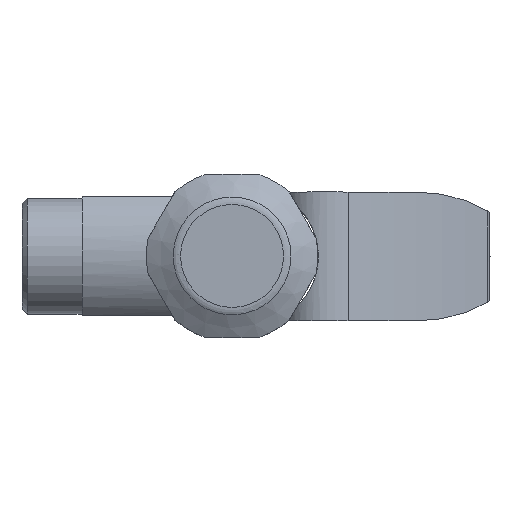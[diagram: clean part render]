
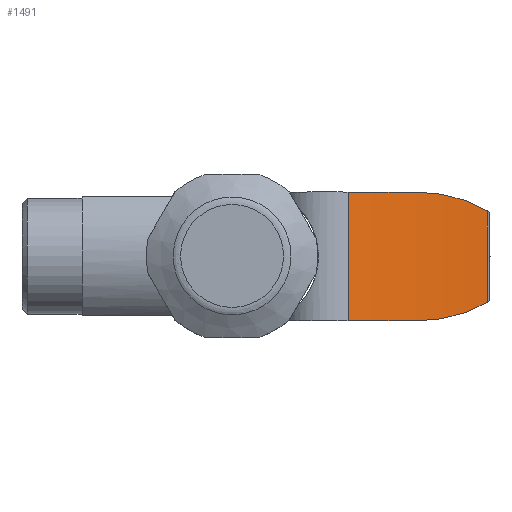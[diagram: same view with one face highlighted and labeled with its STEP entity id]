
A CAD part, top view. The second image highlights one B-rep face of the part: STEP entity #1491.
In plain terms, the highlighted cylindrical face has radius 160 mm (diameter 320 mm), a partial arc.
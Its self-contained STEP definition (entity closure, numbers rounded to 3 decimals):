
#101=LINE('',#2289,#178);
#102=LINE('',#2305,#179);
#178=VECTOR('',#1798,1000.);
#179=VECTOR('',#1803,1000.);
#256=CIRCLE('',#1606,160.);
#257=CIRCLE('',#1607,160.);
#351=ORIENTED_EDGE('',*,*,#814,.F.);
#352=ORIENTED_EDGE('',*,*,#813,.T.);
#353=ORIENTED_EDGE('',*,*,#815,.F.);
#354=ORIENTED_EDGE('',*,*,#816,.T.);
#355=ORIENTED_EDGE('',*,*,#817,.F.);
#356=ORIENTED_EDGE('',*,*,#818,.F.);
#813=EDGE_CURVE('',#1042,#1043,#101,.T.);
#814=EDGE_CURVE('',#1042,#1044,#1190,.T.);
#815=EDGE_CURVE('',#1045,#1043,#1191,.T.);
#816=EDGE_CURVE('',#1045,#1046,#256,.T.);
#817=EDGE_CURVE('',#1047,#1046,#102,.T.);
#818=EDGE_CURVE('',#1044,#1047,#257,.T.);
#1042=VERTEX_POINT('',#2283);
#1043=VERTEX_POINT('',#2288);
#1044=VERTEX_POINT('',#2296);
#1045=VERTEX_POINT('',#2302);
#1046=VERTEX_POINT('',#2304);
#1047=VERTEX_POINT('',#2306);
#1190=B_SPLINE_CURVE_WITH_KNOTS('',3,(#2291,#2292,#2293,#2294,#2295),
 .UNSPECIFIED.,.F.,.F.,(4,1,4),(0.,0.011,0.023),
 .UNSPECIFIED.);
#1191=B_SPLINE_CURVE_WITH_KNOTS('',3,(#2297,#2298,#2299,#2300,#2301),
 .UNSPECIFIED.,.F.,.F.,(4,1,4),(0.,0.011,
0.023),.UNSPECIFIED.);
#1254=EDGE_LOOP('',(#351,#352,#353,#354,#355,#356));
#1360=FACE_BOUND('',#1254,.T.);
#1465=CYLINDRICAL_SURFACE('',#1605,160.);
#1491=ADVANCED_FACE('',(#1360),#1465,.T.);
#1605=AXIS2_PLACEMENT_3D('',#2290,#1799,#1800);
#1606=AXIS2_PLACEMENT_3D('',#2303,#1801,#1802);
#1607=AXIS2_PLACEMENT_3D('',#2307,#1804,#1805);
#1798=DIRECTION('',(0.,1.,0.));
#1799=DIRECTION('',(0.,1.,0.));
#1800=DIRECTION('',(0.,0.,1.));
#1801=DIRECTION('',(0.,-1.,0.));
#1802=DIRECTION('',(1.,0.,0.));
#1803=DIRECTION('',(0.,1.,0.));
#1804=DIRECTION('',(0.,-1.,0.));
#1805=DIRECTION('',(1.,0.,0.));
#2283=CARTESIAN_POINT('',(48.939,-10.629,36.063));
#2288=CARTESIAN_POINT('',(48.939,10.629,36.063));
#2289=CARTESIAN_POINT('',(48.939,-15.,36.063));
#2290=CARTESIAN_POINT('',(-67.698,-15.,-73.462));
#2291=CARTESIAN_POINT('',(48.939,-10.629,36.063));
#2292=CARTESIAN_POINT('',(46.473,-12.085,38.69));
#2293=CARTESIAN_POINT('',(41.266,-14.253,43.882));
#2294=CARTESIAN_POINT('',(35.413,-15.,48.944));
#2295=CARTESIAN_POINT('',(32.381,-15.,51.375));
#2296=CARTESIAN_POINT('',(32.381,-15.,51.375));
#2297=CARTESIAN_POINT('',(32.381,15.,51.375));
#2298=CARTESIAN_POINT('',(35.413,15.,48.944));
#2299=CARTESIAN_POINT('',(41.188,14.274,43.955));
#2300=CARTESIAN_POINT('',(46.472,12.085,38.69));
#2301=CARTESIAN_POINT('',(48.939,10.629,36.063));
#2302=CARTESIAN_POINT('',(32.381,15.,51.375));
#2303=CARTESIAN_POINT('',(-67.698,15.,-73.462));
#2304=CARTESIAN_POINT('',(16.469,15.,62.611));
#2305=CARTESIAN_POINT('',(16.469,-15.,62.611));
#2306=CARTESIAN_POINT('',(16.469,-15.,62.611));
#2307=CARTESIAN_POINT('',(-67.698,-15.,-73.462));
